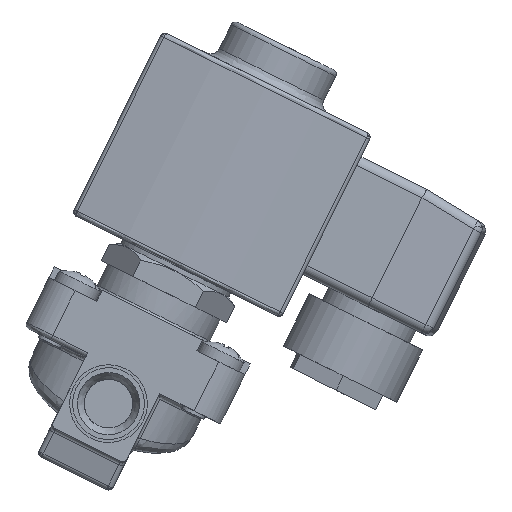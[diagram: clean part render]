
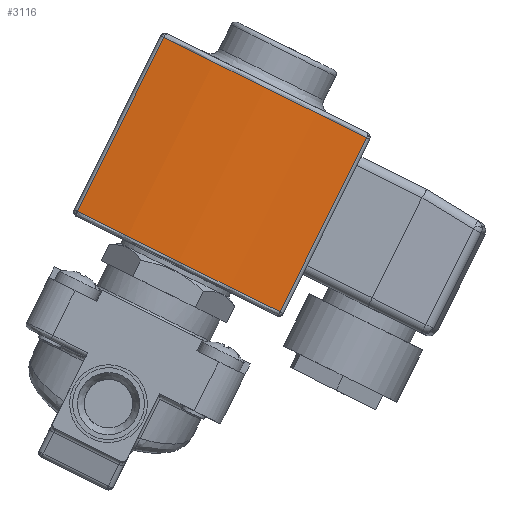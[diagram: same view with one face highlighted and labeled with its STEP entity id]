
A CAD part, front view. The second image highlights one B-rep face of the part: STEP entity #3116.
In plain terms, the highlighted cylindrical face has radius 82 mm (diameter 164 mm), a partial arc.
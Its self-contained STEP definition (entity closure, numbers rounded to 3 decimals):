
#2142=CARTESIAN_POINT('',(0.384,-71.681,79.467));
#2143=VERTEX_POINT('',#2142);
#2151=CARTESIAN_POINT('',(18.146,-71.681,115.307));
#2152=VERTEX_POINT('',#2151);
#2153=CARTESIAN_POINT('',(0.384,-71.681,79.467));
#2154=DIRECTION('',(0.444,0.,0.896));
#2155=VECTOR('',#2154,40.);
#2156=LINE('',#2153,#2155);
#2157=EDGE_CURVE('NONE',#2143,#2152,#2156,.T.);
#2383=CARTESIAN_POINT('',(42.108,-71.681,58.788));
#2384=VERTEX_POINT('',#2383);
#2413=CARTESIAN_POINT('',(21.246,6.943,69.127));
#2414=DIRECTION('',(-0.444,-0.,-0.896));
#2415=DIRECTION('',(0.896,-0.,-0.444));
#2416=AXIS2_PLACEMENT_3D('',#2413,#2414,#2415);
#2417=CIRCLE('',#2416,82.);
#2418=EDGE_CURVE('NONE',#2384,#2143,#2417,.T.);
#2901=CARTESIAN_POINT('',(59.871,-71.681,94.628));
#2902=VERTEX_POINT('',#2901);
#2910=CARTESIAN_POINT('',(59.871,-71.681,94.628));
#2911=DIRECTION('',(-0.444,-0.,-0.896));
#2912=VECTOR('',#2911,40.);
#2913=LINE('',#2910,#2912);
#2914=EDGE_CURVE('NONE',#2902,#2384,#2913,.T.);
#3018=CARTESIAN_POINT('',(39.009,6.943,104.967));
#3019=DIRECTION('',(0.444,0.,0.896));
#3020=DIRECTION('',(0.896,-0.,-0.444));
#3021=AXIS2_PLACEMENT_3D('',#3018,#3019,#3020);
#3022=CIRCLE('',#3021,82.);
#3023=EDGE_CURVE('NONE',#2152,#2902,#3022,.T.);
#3105=CARTESIAN_POINT('',(20.802,6.943,68.231));
#3106=DIRECTION('',(0.444,0.,0.896));
#3107=DIRECTION('',(0.896,-0.,-0.444));
#3108=AXIS2_PLACEMENT_3D('',#3105,#3106,#3107);
#3109=CYLINDRICAL_SURFACE('',#3108,82.);
#3110=ORIENTED_EDGE('',*,*,#2914,.F.);
#3111=ORIENTED_EDGE('',*,*,#3023,.F.);
#3112=ORIENTED_EDGE('',*,*,#2157,.F.);
#3113=ORIENTED_EDGE('',*,*,#2418,.F.);
#3114=EDGE_LOOP('',(#3110,#3111,#3112,#3113));
#3115=FACE_BOUND('',#3114,.T.);
#3116=ADVANCED_FACE('NONE',(#3115),#3109,.T.);
